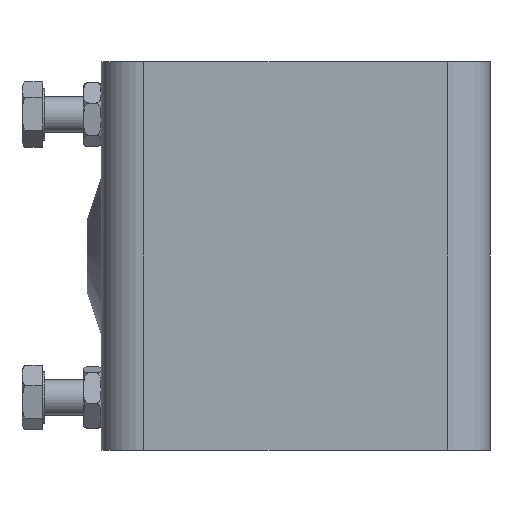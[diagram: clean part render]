
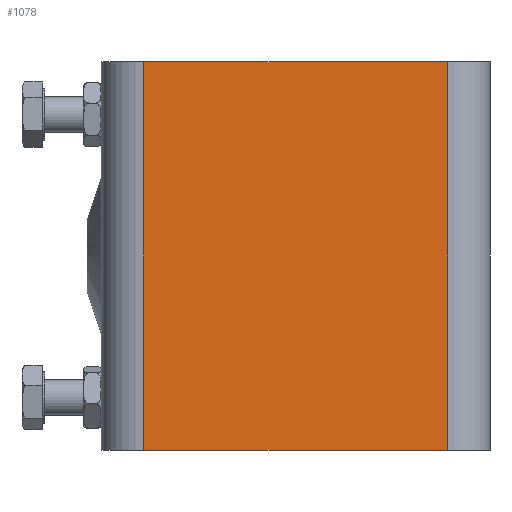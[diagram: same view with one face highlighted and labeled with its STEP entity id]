
A CAD part, left-side view. The second image highlights one B-rep face of the part: STEP entity #1078.
In plain terms, the highlighted planar face has unit normal (-1, 0, 0).
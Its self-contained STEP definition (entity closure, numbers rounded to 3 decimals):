
#104=PLANE('',#1234);
#148=FACE_OUTER_BOUND('',#213,.T.);
#213=EDGE_LOOP('',(#799,#800,#801,#802));
#300=LINE('',#1714,#387);
#301=LINE('',#1718,#388);
#302=LINE('',#1720,#389);
#303=LINE('',#1721,#390);
#387=VECTOR('',#1398,10.);
#388=VECTOR('',#1403,10.);
#389=VECTOR('',#1404,10.);
#390=VECTOR('',#1405,10.);
#512=VERTEX_POINT('',#1711);
#513=VERTEX_POINT('',#1713);
#514=VERTEX_POINT('',#1717);
#515=VERTEX_POINT('',#1719);
#624=EDGE_CURVE('',#513,#512,#300,.T.);
#626=EDGE_CURVE('',#512,#514,#301,.T.);
#627=EDGE_CURVE('',#515,#514,#302,.T.);
#628=EDGE_CURVE('',#515,#513,#303,.T.);
#799=ORIENTED_EDGE('',*,*,#626,.T.);
#800=ORIENTED_EDGE('',*,*,#627,.F.);
#801=ORIENTED_EDGE('',*,*,#628,.T.);
#802=ORIENTED_EDGE('',*,*,#624,.T.);
#1078=ADVANCED_FACE('',(#148),#104,.T.);
#1234=AXIS2_PLACEMENT_3D('',#1716,#1401,#1402);
#1398=DIRECTION('',(0.,0.,1.));
#1401=DIRECTION('center_axis',(-1.,0.,0.));
#1402=DIRECTION('ref_axis',(0.,0.,1.));
#1403=DIRECTION('',(0.,1.,0.));
#1404=DIRECTION('',(0.,0.,1.));
#1405=DIRECTION('',(0.,-1.,0.));
#1711=CARTESIAN_POINT('',(-30.,5.,110.));
#1713=CARTESIAN_POINT('',(-30.,5.,0.));
#1714=CARTESIAN_POINT('',(-30.,5.,0.));
#1716=CARTESIAN_POINT('Origin',(-30.,5.,0.));
#1717=CARTESIAN_POINT('',(-30.,91.,110.));
#1718=CARTESIAN_POINT('',(-30.,91.,110.));
#1719=CARTESIAN_POINT('',(-30.,91.,0.));
#1720=CARTESIAN_POINT('',(-30.,91.,0.));
#1721=CARTESIAN_POINT('',(-30.,91.,0.));
